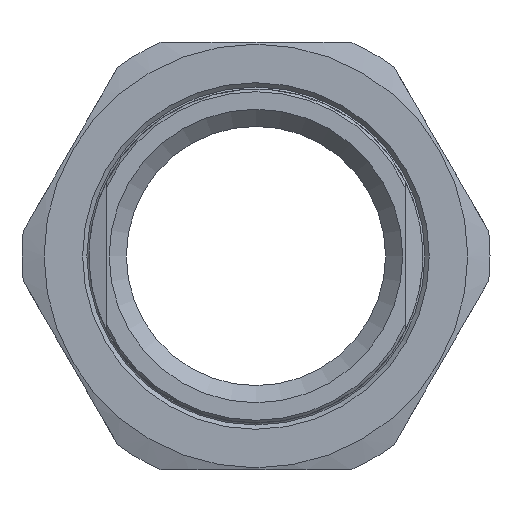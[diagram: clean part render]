
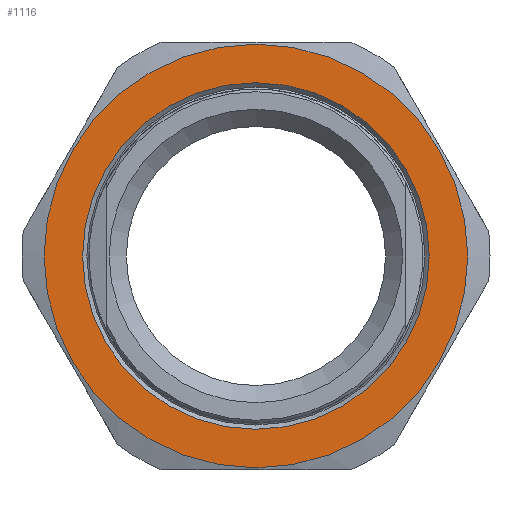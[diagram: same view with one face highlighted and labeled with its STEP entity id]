
A CAD part, left-side view. The second image highlights one B-rep face of the part: STEP entity #1116.
In plain terms, the highlighted planar face has unit normal (-1, 0, 0).
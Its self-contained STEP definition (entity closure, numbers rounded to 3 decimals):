
#47=FACE_BOUND('',#211,.T.);
#103=PLANE('',#1278);
#140=FACE_OUTER_BOUND('',#210,.T.);
#210=EDGE_LOOP('',(#835));
#211=EDGE_LOOP('',(#836));
#400=CIRCLE('',#1268,24.75);
#401=CIRCLE('',#1273,20.25);
#502=VERTEX_POINT('',#1907);
#503=VERTEX_POINT('',#1917);
#625=EDGE_CURVE('',#502,#502,#400,.T.);
#627=EDGE_CURVE('',#503,#503,#401,.T.);
#835=ORIENTED_EDGE('',*,*,#625,.T.);
#836=ORIENTED_EDGE('',*,*,#627,.F.);
#1116=ADVANCED_FACE('',(#140,#47),#103,.F.);
#1268=AXIS2_PLACEMENT_3D('',#1909,#1479,#1480);
#1273=AXIS2_PLACEMENT_3D('',#1918,#1489,#1490);
#1278=AXIS2_PLACEMENT_3D('',#1928,#1501,#1502);
#1479=DIRECTION('center_axis',(-1.,0.,0.));
#1480=DIRECTION('ref_axis',(0.,1.,0.));
#1489=DIRECTION('center_axis',(-1.,0.,0.));
#1490=DIRECTION('ref_axis',(0.,-1.,0.));
#1501=DIRECTION('center_axis',(1.,0.,0.));
#1502=DIRECTION('ref_axis',(0.,0.,-1.));
#1907=CARTESIAN_POINT('',(-18.5,-24.75,0.));
#1909=CARTESIAN_POINT('Origin',(-18.5,0.,0.));
#1917=CARTESIAN_POINT('',(-18.5,20.25,0.));
#1918=CARTESIAN_POINT('Origin',(-18.5,0.,0.));
#1928=CARTESIAN_POINT('Origin',(-18.5,0.,0.));
